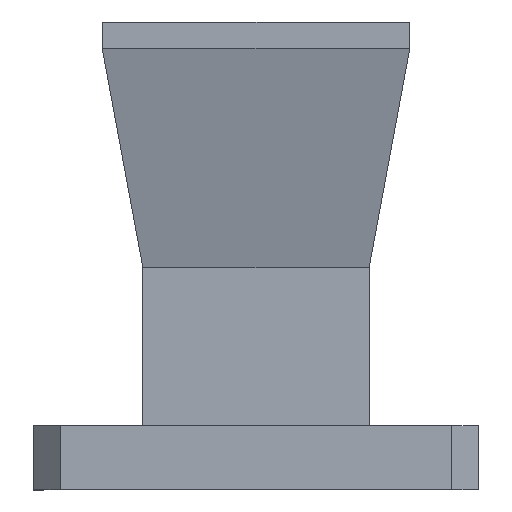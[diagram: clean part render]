
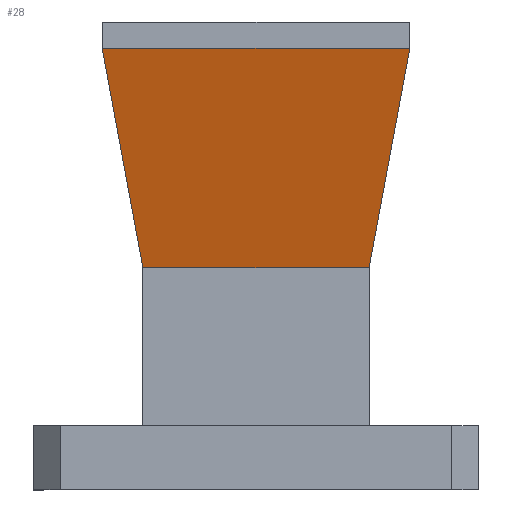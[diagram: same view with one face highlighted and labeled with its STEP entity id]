
A CAD part, left-side view. The second image highlights one B-rep face of the part: STEP entity #28.
In plain terms, the highlighted planar face has unit normal (-0.969, 0, -0.249).
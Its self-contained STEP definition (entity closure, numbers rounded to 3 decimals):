
#28 = ADVANCED_FACE ( 'NONE', ( #447 ), #1092, .T. ) ;
#32 = VECTOR ( 'NONE', #864, 1000. ) ;
#41 = LINE ( 'NONE', #466, #983 ) ;
#48 = VERTEX_POINT ( 'NONE', #156 ) ;
#54 = VECTOR ( 'NONE', #176, 1000. ) ;
#123 = DIRECTION ( 'NONE',  ( 0.249, 0., -0.969 ) ) ;
#128 = CARTESIAN_POINT ( 'NONE',  ( -9.465, 11.476, 66.185 ) ) ;
#136 = CARTESIAN_POINT ( 'NONE',  ( -7.506, 0., 58.567 ) ) ;
#149 = VERTEX_POINT ( 'NONE', #252 ) ;
#156 = CARTESIAN_POINT ( 'NONE',  ( -5.256, 8.475, 49.816 ) ) ;
#163 = DIRECTION ( 'NONE',  ( -0.969, 0., -0.249 ) ) ;
#171 = VERTEX_POINT ( 'NONE', #128 ) ;
#176 = DIRECTION ( 'NONE',  ( -0.249, 0., 0.969 ) ) ;
#205 = VERTEX_POINT ( 'NONE', #1275 ) ;
#222 = CARTESIAN_POINT ( 'NONE',  ( -9.411, 11.476, 65.976 ) ) ;
#237 = EDGE_CURVE ( 'NONE', #149, #48, #429, .T. ) ;
#239 = ORIENTED_EDGE ( 'NONE', *, *, #1310, .T. ) ;
#241 = DIRECTION ( 'NONE',  ( -0.249, 0., 0.969 ) ) ;
#252 = CARTESIAN_POINT ( 'NONE',  ( -9.411, 11.476, 65.976 ) ) ;
#255 = AXIS2_PLACEMENT_3D ( 'NONE', #136, #163, #241 ) ;
#317 = EDGE_CURVE ( 'NONE', #1077, #205, #41, .T. ) ;
#327 = VECTOR ( 'NONE', #384, 1000. ) ;
#337 = LINE ( 'NONE', #1176, #1144 ) ;
#357 = ORIENTED_EDGE ( 'NONE', *, *, #760, .T. ) ;
#363 = CARTESIAN_POINT ( 'NONE',  ( -5.256, -8.475, 49.816 ) ) ;
#384 = DIRECTION ( 'NONE',  ( 0., 1., 0. ) ) ;
#399 = DIRECTION ( 'NONE',  ( 0.249, 0., -0.969 ) ) ;
#429 = LINE ( 'NONE', #222, #32 ) ;
#447 = FACE_OUTER_BOUND ( 'NONE', #641, .T. ) ;
#465 = EDGE_CURVE ( 'NONE', #1278, #171, #703, .T. ) ;
#466 = CARTESIAN_POINT ( 'NONE',  ( -5.239, 0., 49.747 ) ) ;
#468 = CARTESIAN_POINT ( 'NONE',  ( -9.465, -11.476, 66.185 ) ) ;
#494 = CARTESIAN_POINT ( 'NONE',  ( -5.256, -8.475, 49.816 ) ) ;
#502 = LINE ( 'NONE', #1230, #873 ) ;
#532 = EDGE_CURVE ( 'NONE', #785, #1278, #502, .T. ) ;
#608 = CARTESIAN_POINT ( 'NONE',  ( -9.411, -11.476, 65.976 ) ) ;
#610 = ORIENTED_EDGE ( 'NONE', *, *, #237, .T. ) ;
#641 = EDGE_LOOP ( 'NONE', ( #357, #239, #735, #892, #1124, #610, #833, #901 ) ) ;
#660 = LINE ( 'NONE', #363, #1165 ) ;
#703 = LINE ( 'NONE', #923, #327 ) ;
#712 = EDGE_CURVE ( 'NONE', #48, #1077, #1320, .T. ) ;
#717 = LINE ( 'NONE', #1129, #54 ) ;
#735 = ORIENTED_EDGE ( 'NONE', *, *, #532, .T. ) ;
#760 = EDGE_CURVE ( 'NONE', #205, #1059, #717, .T. ) ;
#785 = VERTEX_POINT ( 'NONE', #608 ) ;
#833 = ORIENTED_EDGE ( 'NONE', *, *, #712, .T. ) ;
#864 = DIRECTION ( 'NONE',  ( 0.245, -0.177, -0.953 ) ) ;
#873 = VECTOR ( 'NONE', #1127, 1000. ) ;
#874 = VECTOR ( 'NONE', #399, 1000. ) ;
#892 = ORIENTED_EDGE ( 'NONE', *, *, #465, .T. ) ;
#901 = ORIENTED_EDGE ( 'NONE', *, *, #317, .T. ) ;
#923 = CARTESIAN_POINT ( 'NONE',  ( -9.465, 0., 66.185 ) ) ;
#925 = CARTESIAN_POINT ( 'NONE',  ( -5.256, 8.475, 49.816 ) ) ;
#983 = VECTOR ( 'NONE', #997, 1000. ) ;
#997 = DIRECTION ( 'NONE',  ( 0., -1., 0. ) ) ;
#1059 = VERTEX_POINT ( 'NONE', #494 ) ;
#1077 = VERTEX_POINT ( 'NONE', #1341 ) ;
#1092 = PLANE ( 'NONE',  #255 ) ;
#1124 = ORIENTED_EDGE ( 'NONE', *, *, #1245, .T. ) ;
#1127 = DIRECTION ( 'NONE',  ( -0.249, 0., 0.969 ) ) ;
#1129 = CARTESIAN_POINT ( 'NONE',  ( -5.239, -8.475, 49.747 ) ) ;
#1144 = VECTOR ( 'NONE', #123, 1000. ) ;
#1165 = VECTOR ( 'NONE', #1190, 1000. ) ;
#1176 = CARTESIAN_POINT ( 'NONE',  ( -7.506, 11.476, 58.567 ) ) ;
#1190 = DIRECTION ( 'NONE',  ( -0.245, -0.177, 0.953 ) ) ;
#1230 = CARTESIAN_POINT ( 'NONE',  ( -7.506, -11.476, 58.567 ) ) ;
#1245 = EDGE_CURVE ( 'NONE', #171, #149, #337, .T. ) ;
#1275 = CARTESIAN_POINT ( 'NONE',  ( -5.239, -8.475, 49.747 ) ) ;
#1278 = VERTEX_POINT ( 'NONE', #468 ) ;
#1310 = EDGE_CURVE ( 'NONE', #1059, #785, #660, .T. ) ;
#1320 = LINE ( 'NONE', #925, #874 ) ;
#1341 = CARTESIAN_POINT ( 'NONE',  ( -5.239, 8.475, 49.747 ) ) ;
